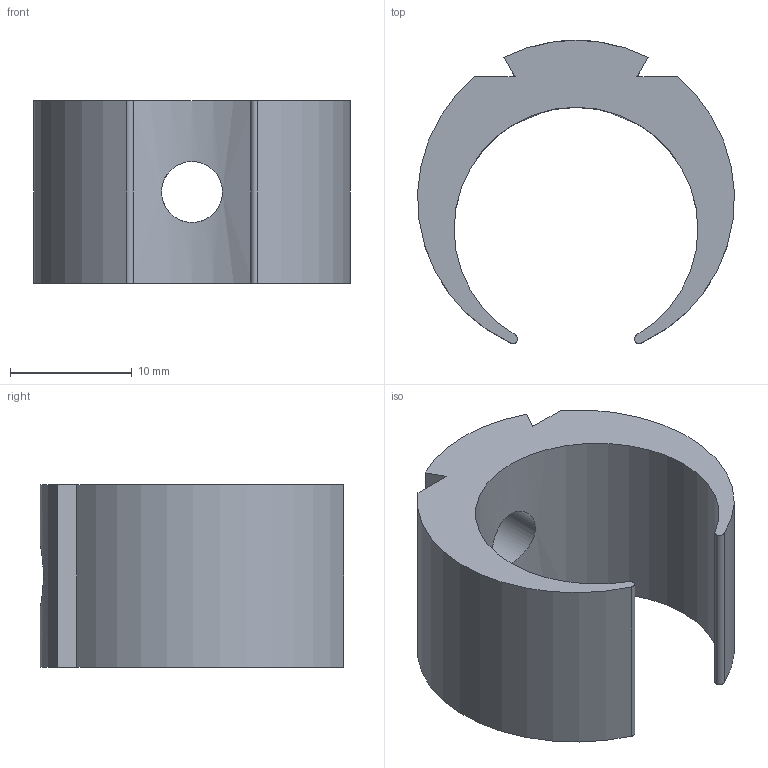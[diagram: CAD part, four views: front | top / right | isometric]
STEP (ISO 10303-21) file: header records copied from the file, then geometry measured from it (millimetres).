
FILE_DESCRIPTION(/* description */ (''),/* implementation_level */ '2;1');
FILE_NAME(/* name */ 'Accessoire lunette Field Feinwerkbau 601.stp',/* time_stamp */ '2019-02-24T20:06:48+01:00',/* author */ ('Valerick'),/* organization */ (''),/* preprocessor_version */ 'ST-DEVELOPER v16.13',/* originating_system */ 'Autodesk Inventor 2018',/* authorisation */ '');
FILE_SCHEMA (('AUTOMOTIVE_DESIGN { 1 0 10303 214 3 1 1 }'));
Length unit declared in the file: millimetre
Products named in the file (1): Accessoire lunette Field Feinwerkbau 601
Bounding box: 25.98 x 24.88 x 15 mm (x, y, z)
Volume: 2971.7 mm3; surface area: 2406.3 mm2
Topology: 1 solids, 1 shells, 13 faces, 35 edges, 24 vertices
Faces by surface type: cylinder 7, plane 6
Full cylindrical faces by diameter (mm): 5 x1
Entity records: 508 total; most frequent: CARTESIAN_POINT 138, DIRECTION 70, ORIENTED_EDGE 66, EDGE_CURVE 33, AXIS2_PLACEMENT_3D 26, VERTEX_POINT 23, LINE 18, VECTOR 18
